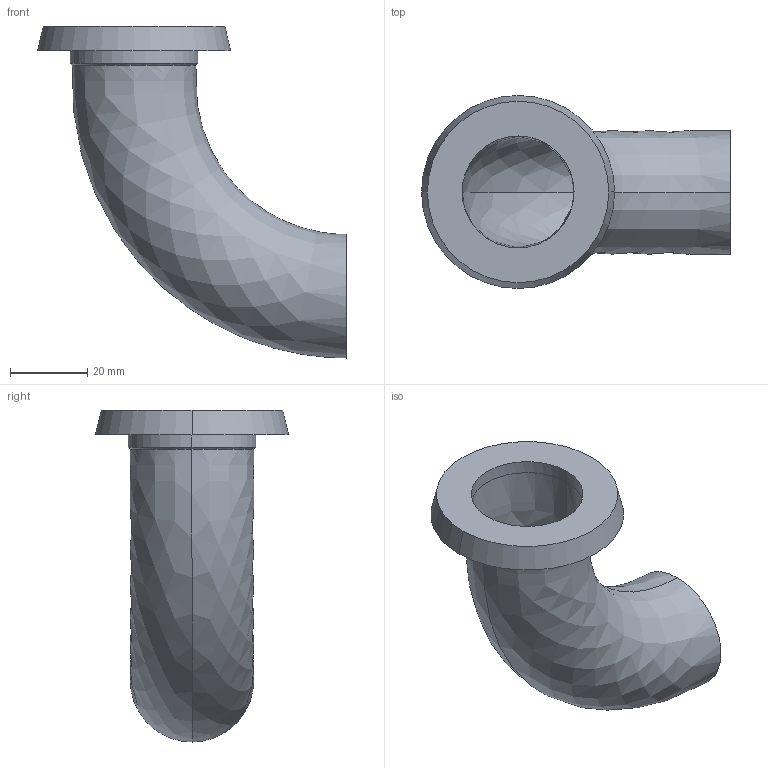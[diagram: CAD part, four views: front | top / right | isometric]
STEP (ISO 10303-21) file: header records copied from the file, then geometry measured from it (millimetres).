
FILE_DESCRIPTION (( 'STEP AP203' ), '1' );
FILE_NAME ('3D_M-3005_32_174784310.STEP', '2024-09-10T06:33:16', ( '' ), ( '' ), 'SwSTEP 2.0', 'SolidWorks 2024', '' );
FILE_SCHEMA (( 'CONFIG_CONTROL_DESIGN' ));
Length unit declared in the file: millimetre
Products named in the file (1): 3D_M-3005_32_174784310
Bounding box: 80 x 50 x 86 mm (x, y, z)
Volume: 21465 mm3; surface area: 22149.8 mm2
Topology: 1 solids, 1 shells, 15 faces, 30 edges, 18 vertices
Faces by surface type: cylinder 4, cone 4, bspline 4, plane 3
Entity records: 6293 total; most frequent: CARTESIAN_POINT 5924, ORIENTED_EDGE 60, DIRECTION 56, EDGE_CURVE 30, AXIS2_PLACEMENT_3D 24, VERTEX_POINT 18, EDGE_LOOP 18, ADVANCED_FACE 15
